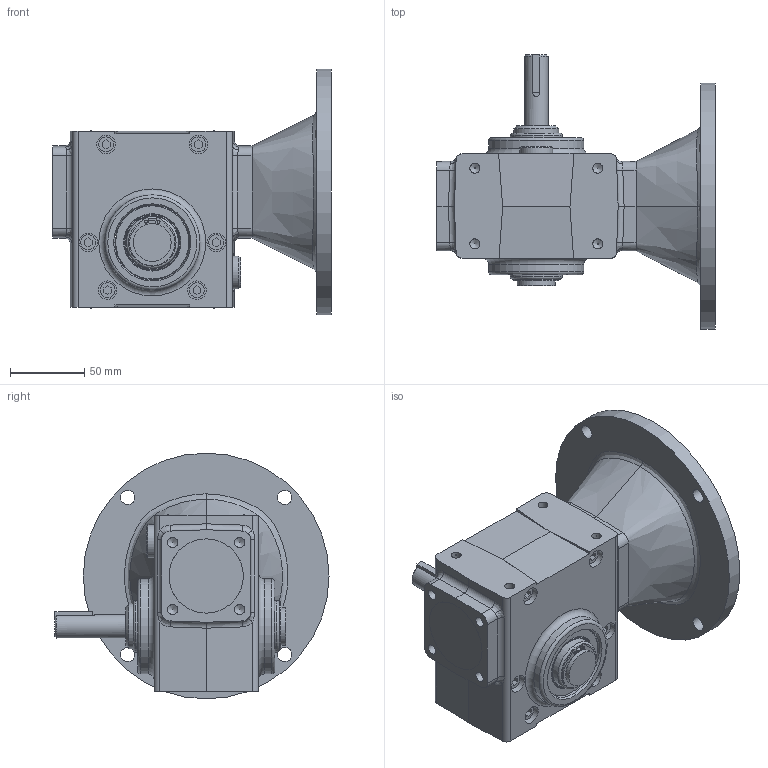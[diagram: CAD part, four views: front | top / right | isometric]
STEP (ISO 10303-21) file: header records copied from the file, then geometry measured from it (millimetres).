
FILE_DESCRIPTION(/* description */ ('Unknown'),/* implementation_level */ '2;1');
FILE_NAME(/* name */ 'B021115.WAQUA--',/* time_stamp */ '2022-09-27T16:53:32-04:00',/* author */ ('Unknown'),/* organization */ ('Unknown'),/* preprocessor_version */ 'ST-DEVELOPER v18.1',/* originating_system */ 'Solid Edge',/* authorisation */ 'Unknown');
FILE_SCHEMA (('AUTOMOTIVE_DESIGN {1 0 10303 214 3 1 1}'));
Length unit declared in the file: millimetre
Products named in the file (4): B021115.WAQUA--; B02-1-CP; B02-0Q-CP; B02U-CP
Assembly tree (3 placements, depth 2):
  B021115.WAQUA--
    B02-1-CP
    B02-0Q-CP
    B02U-CP
Bounding box: 187.41 x 184.15 x 165.1 mm (x, y, z)
Volume: 1185468 mm3; surface area: 219932.9 mm2
Topology: 13 solids, 13 shells, 537 faces, 1246 edges, 815 vertices
Faces by surface type: plane 286, cylinder 139, cone 52, torus 39, bspline 21
Full cylindrical faces by diameter (mm): 0.5 x1, 0.508 x3, 1.981 x2, 6 x6, 6.647 x8, 6.917 x8, 8.8 x4, 9.6 x4, 10 x6, 12.5 x12, 12.7 x1, 12.85 x4, 15.862 x1, 21.996 x2, 23.876 x1, 25.387 x2, 26 x2, 30 x1, 34.92 x2, 35 x2, 35.015 x2, 37.861 x2, 39 x1, 39.793 x1, 39.86 x2, 43 x1, 46.387 x2, 50 x2, 50.12 x2, 58.82 x1
Entity records: 18422 total; most frequent: CARTESIAN_POINT 4104, DIRECTION 2373, ORIENTED_EDGE 2046, EDGE_CURVE 1023, AXIS2_PLACEMENT_3D 916, FACE_BOUND 828, EDGE_LOOP 812, VERTEX_POINT 777
